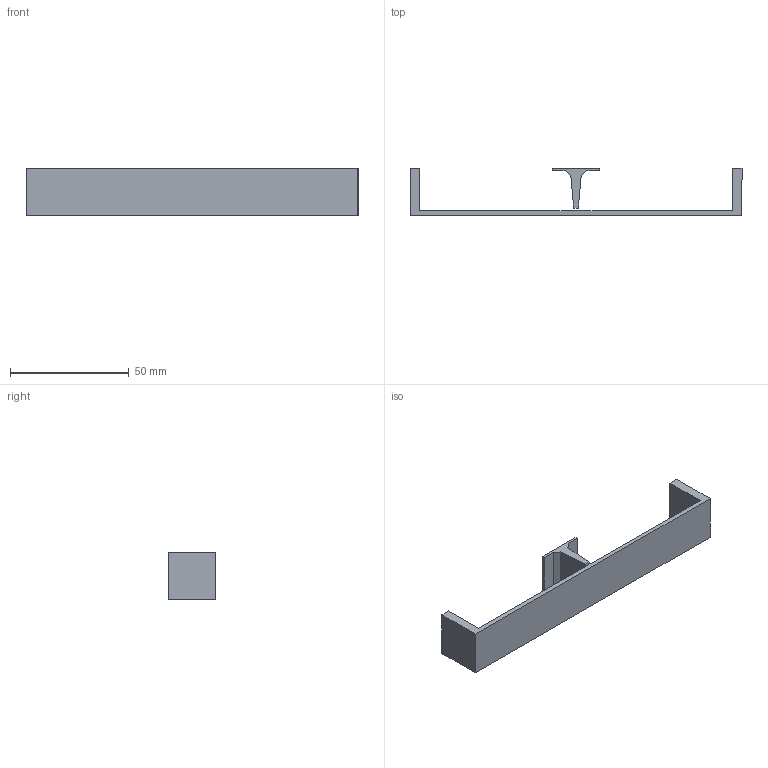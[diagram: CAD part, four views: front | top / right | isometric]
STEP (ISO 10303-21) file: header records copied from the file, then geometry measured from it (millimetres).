
FILE_DESCRIPTION (( 'STEP AP214' ), '1' );
FILE_NAME ('HDT Bridge.STEP', '2024-05-08T21:47:32', ( '' ), ( '' ), 'SwSTEP 2.0', 'SolidWorks 2023', '' );
FILE_SCHEMA (( 'AUTOMOTIVE_DESIGN' ));
Length unit declared in the file: millimetre
Products named in the file (1): HDT Bridge
Bounding box: 140 x 20 x 20 mm (x, y, z)
Volume: 10039.7 mm3; surface area: 9507.1 mm2
Topology: 2 solids, 2 shells, 26 faces, 66 edges, 44 vertices
Faces by surface type: plane 26
Entity records: 802 total; most frequent: CARTESIAN_POINT 137, ORIENTED_EDGE 132, DIRECTION 120, EDGE_CURVE 66, VECTOR 66, LINE 66, VERTEX_POINT 44, AXIS2_PLACEMENT_3D 27
